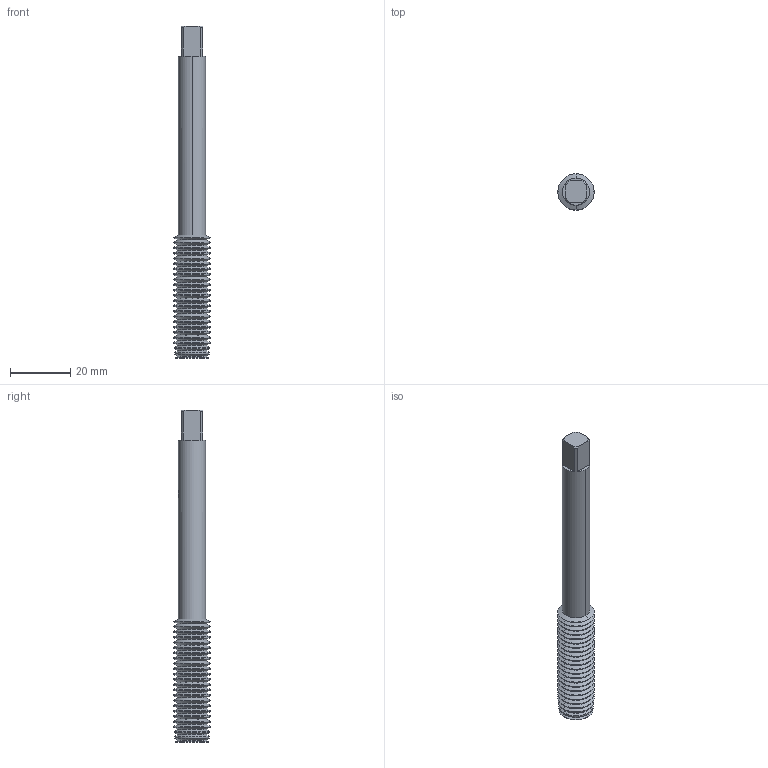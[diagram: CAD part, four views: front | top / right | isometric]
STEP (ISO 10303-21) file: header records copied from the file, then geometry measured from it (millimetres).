
FILE_DESCRIPTION(('no description'),'unknown implementation level');
FILE_NAME('solidj3xqD8kv1ryFNKrWFFHnpOBkLYI_1.STP',' ',('CIMSOURCE GmbH'),('CADClick - KiM GmbH - www.kimweb.de'),'unknown preprocess','ACIS','unknown authorization');
FILE_SCHEMA(('automotive_design'));
Length unit declared in the file: millimetre
Products named in the file (2): 1; 2
Bounding box: 12 x 12 x 110 mm (x, y, z)
Volume: 8070.9 mm3; surface area: 6903.4 mm2
Topology: 2 solids, 2 shells, 227 faces, 569 edges, 346 vertices
Faces by surface type: cone 110, cylinder 100, plane 17
Entity records: 13464 total; most frequent: CARTESIAN_POINT 1391, DIRECTION 1325, STYLED_ITEM 1144, PRESENTATION_STYLE_ASSIGNMENT 1144, COLOUR_RGB 1144, ORIENTED_EDGE 1138, EDGE_CURVE 569, CURVE_STYLE 569
